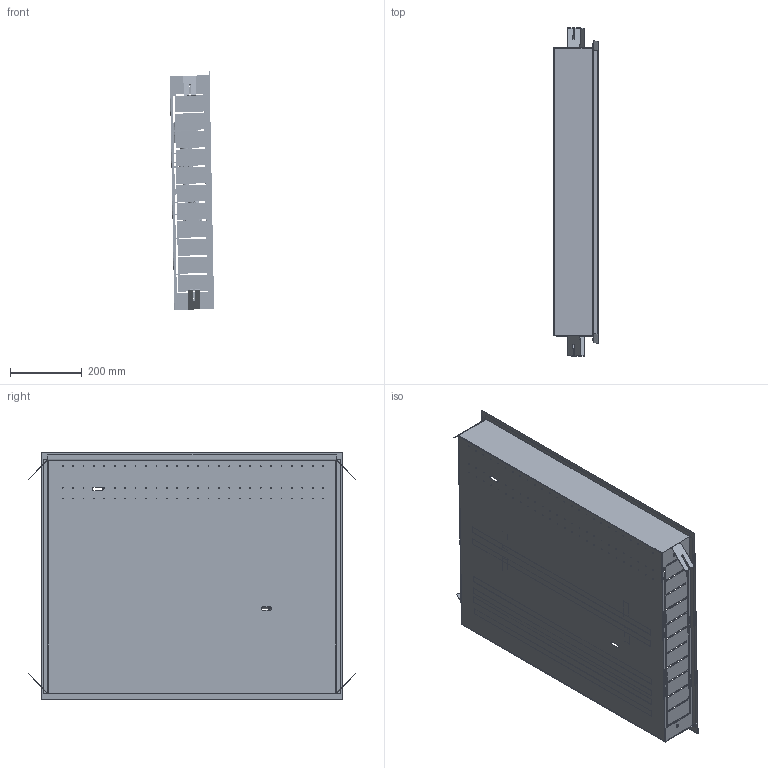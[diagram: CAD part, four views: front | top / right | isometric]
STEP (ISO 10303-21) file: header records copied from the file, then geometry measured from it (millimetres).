
FILE_DESCRIPTION(('CATIA V5 STEP Exchange','CAx-IF Rec.Pracs.--- Model Styling and Organization---1.5--- 2016-08-15','CAx-IF Rec.Pracs.---Supplemental Geometry---1.0---2011-11-01','CAx-IF Rec.Pracs.--- Composite Materials ---3.4---2017-06-13','CAx-IF Rec.Pracs.---Tessellated 3D Geometry---1.0---2015-12-17'),'2;1');
FILE_NAME('STEP_796680_-_TST.stp','2023-07-18T13:49:43+00:00',('none'),('none'),'CATIA Version 5-6 Release 2020 SP5','CATIA V5 STEP AP242 v2','none');
FILE_SCHEMA(('AP242_MANAGED_MODEL_BASED_3D_ENGINEERING_MIM_LF {1 0 10303 442 1 1 4}'));
Products named in the file (1): 796680 - TST
Bounding box: 124.02 x 912.31 x 689.89 mm (x, y, z)
Volume: 3609923.7 mm3; surface area: 2239834.4 mm2
Topology: 2 solids, 4 shells, 9232 faces, 22743 edges, 13088 vertices
Faces by surface type: bspline 4957, plane 1576, cylinder 1411, sphere 560, cone 396, torus 236, extrusion 96
Entity records: 457685 total; most frequent: CARTESIAN_POINT 292051, ORIENTED_EDGE 44250, EDGE_CURVE 22125, DIRECTION 14757, VERTEX_POINT 13088, B_SPLINE_CURVE_WITH_KNOTS 12192, EDGE_LOOP 9691, ADVANCED_FACE 9232
